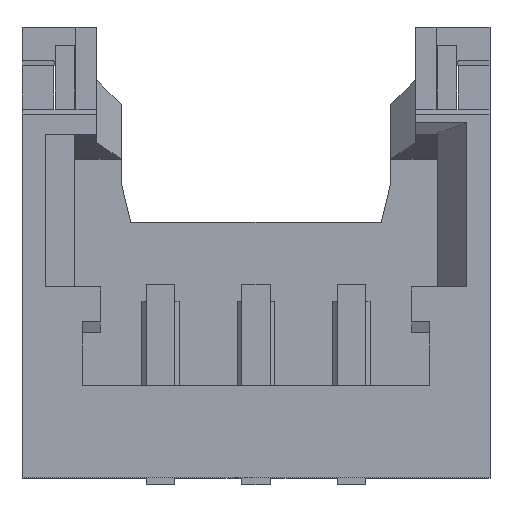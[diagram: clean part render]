
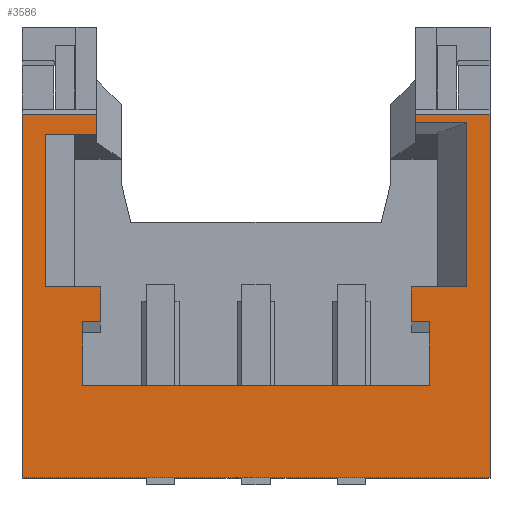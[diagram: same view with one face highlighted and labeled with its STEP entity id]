
A CAD part, top view. The second image highlights one B-rep face of the part: STEP entity #3586.
In plain terms, the highlighted planar face has unit normal (0, 0, 1).
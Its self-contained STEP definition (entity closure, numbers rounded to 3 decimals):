
#185=DIRECTION('',(1.,0.,0.));
#186=VECTOR('',#185,0.19);
#187=CARTESIAN_POINT('',(1.625,-0.69,0.6));
#188=LINE('',#187,#186);
#189=DIRECTION('',(0.,-1.,0.));
#190=VECTOR('',#189,0.365);
#191=CARTESIAN_POINT('',(1.625,-0.325,0.6));
#192=LINE('',#191,#190);
#193=DIRECTION('',(-1.,0.,0.));
#194=VECTOR('',#193,0.58);
#195=CARTESIAN_POINT('',(2.205,-0.325,0.6));
#196=LINE('',#195,#194);
#197=DIRECTION('',(0.,-1.,0.));
#198=VECTOR('',#197,1.72);
#199=CARTESIAN_POINT('',(2.205,1.395,0.6));
#200=LINE('',#199,#198);
#201=DIRECTION('',(0.,-1.,0.));
#202=VECTOR('',#201,0.09);
#203=CARTESIAN_POINT('',(1.67,1.485,0.6));
#204=LINE('',#203,#202);
#205=DIRECTION('',(0.,1.,0.));
#206=VECTOR('',#205,3.81);
#207=CARTESIAN_POINT('',(2.45,-2.325,0.6));
#208=LINE('',#207,#206);
#209=DIRECTION('',(1.,0.,0.));
#210=VECTOR('',#209,4.9);
#211=CARTESIAN_POINT('',(-2.45,-2.325,0.6));
#212=LINE('',#211,#210);
#213=DIRECTION('',(0.,-1.,0.));
#214=VECTOR('',#213,3.81);
#215=CARTESIAN_POINT('',(-2.45,1.485,0.6));
#216=LINE('',#215,#214);
#217=DIRECTION('',(0.,1.,0.));
#218=VECTOR('',#217,0.365);
#219=CARTESIAN_POINT('',(-1.625,-0.69,0.6));
#220=LINE('',#219,#218);
#221=DIRECTION('',(1.,0.,0.));
#222=VECTOR('',#221,0.19);
#223=CARTESIAN_POINT('',(-1.815,-0.69,0.6));
#224=LINE('',#223,#222);
#225=DIRECTION('',(0.,1.,0.));
#226=VECTOR('',#225,0.665);
#227=CARTESIAN_POINT('',(-1.815,-1.355,0.6));
#228=LINE('',#227,#226);
#285=DIRECTION('',(1.,0.,0.));
#286=VECTOR('',#285,3.63);
#287=CARTESIAN_POINT('',(-1.815,-1.355,0.6));
#288=LINE('',#287,#286);
#1055=DIRECTION('',(1.,0.,0.));
#1056=VECTOR('',#1055,0.78);
#1057=CARTESIAN_POINT('',(1.67,1.485,0.6));
#1058=LINE('',#1057,#1056);
#1373=DIRECTION('',(-1.,0.,0.));
#1374=VECTOR('',#1373,0.535);
#1375=CARTESIAN_POINT('',(2.205,1.395,0.6));
#1376=LINE('',#1375,#1374);
#1449=DIRECTION('',(0.,1.,0.));
#1450=VECTOR('',#1449,0.665);
#1451=CARTESIAN_POINT('',(1.815,-1.355,0.6));
#1452=LINE('',#1451,#1450);
#1681=DIRECTION('',(1.,0.,0.));
#1682=VECTOR('',#1681,0.58);
#1683=CARTESIAN_POINT('',(-2.205,-0.325,0.6));
#1684=LINE('',#1683,#1682);
#1701=DIRECTION('',(0.,-1.,0.));
#1702=VECTOR('',#1701,1.6);
#1703=CARTESIAN_POINT('',(-2.205,1.275,0.6));
#1704=LINE('',#1703,#1702);
#1725=DIRECTION('',(-1.,0.,0.));
#1726=VECTOR('',#1725,0.535);
#1727=CARTESIAN_POINT('',(-1.67,1.275,0.6));
#1728=LINE('',#1727,#1726);
#1753=DIRECTION('',(0.,-1.,0.));
#1754=VECTOR('',#1753,0.21);
#1755=CARTESIAN_POINT('',(-1.67,1.485,0.6));
#1756=LINE('',#1755,#1754);
#1781=DIRECTION('',(1.,0.,0.));
#1782=VECTOR('',#1781,0.78);
#1783=CARTESIAN_POINT('',(-2.45,1.485,0.6));
#1784=LINE('',#1783,#1782);
#2790=CARTESIAN_POINT('',(2.205,1.395,0.6));
#2791=CARTESIAN_POINT('',(2.205,-0.325,0.6));
#2792=VERTEX_POINT('',#2790);
#2793=VERTEX_POINT('',#2791);
#2794=CARTESIAN_POINT('',(1.67,1.395,0.6));
#2795=VERTEX_POINT('',#2794);
#2796=CARTESIAN_POINT('',(1.67,1.485,0.6));
#2797=VERTEX_POINT('',#2796);
#2798=CARTESIAN_POINT('',(2.45,1.485,0.6));
#2799=VERTEX_POINT('',#2798);
#2908=CARTESIAN_POINT('',(2.45,-2.325,0.6));
#2909=VERTEX_POINT('',#2908);
#2928=CARTESIAN_POINT('',(1.625,-0.325,0.6));
#2929=VERTEX_POINT('',#2928);
#2932=CARTESIAN_POINT('',(1.625,-0.69,0.6));
#2933=VERTEX_POINT('',#2932);
#2936=CARTESIAN_POINT('',(1.815,-0.69,0.6));
#2937=VERTEX_POINT('',#2936);
#2940=CARTESIAN_POINT('',(1.815,-1.355,0.6));
#2941=VERTEX_POINT('',#2940);
#2996=CARTESIAN_POINT('',(-1.815,-1.355,0.6));
#2997=VERTEX_POINT('',#2996);
#2998=CARTESIAN_POINT('',(-2.45,-2.325,0.6));
#2999=VERTEX_POINT('',#2998);
#3058=CARTESIAN_POINT('',(-1.815,-0.69,0.6));
#3059=VERTEX_POINT('',#3058);
#3060=CARTESIAN_POINT('',(-1.625,-0.69,0.6));
#3061=VERTEX_POINT('',#3060);
#3062=CARTESIAN_POINT('',(-1.625,-0.325,0.6));
#3063=VERTEX_POINT('',#3062);
#3064=CARTESIAN_POINT('',(-2.205,-0.325,0.6));
#3065=VERTEX_POINT('',#3064);
#3066=CARTESIAN_POINT('',(-2.205,1.275,0.6));
#3067=VERTEX_POINT('',#3066);
#3068=CARTESIAN_POINT('',(-1.67,1.275,0.6));
#3069=VERTEX_POINT('',#3068);
#3070=CARTESIAN_POINT('',(-1.67,1.485,0.6));
#3071=VERTEX_POINT('',#3070);
#3072=CARTESIAN_POINT('',(-2.45,1.485,0.6));
#3073=VERTEX_POINT('',#3072);
#3540=CARTESIAN_POINT('',(-0.5,-2.325,0.6));
#3541=DIRECTION('',(0.,0.,-1.));
#3542=DIRECTION('',(-1.,0.,0.));
#3543=AXIS2_PLACEMENT_3D('',#3540,#3541,#3542);
#3544=PLANE('',#3543);
#3546=ORIENTED_EDGE('',*,*,#3545,.T.);
#3548=ORIENTED_EDGE('',*,*,#3547,.T.);
#3550=ORIENTED_EDGE('',*,*,#3549,.F.);
#3552=ORIENTED_EDGE('',*,*,#3551,.F.);
#3554=ORIENTED_EDGE('',*,*,#3553,.F.);
#3556=ORIENTED_EDGE('',*,*,#3555,.F.);
#3558=ORIENTED_EDGE('',*,*,#3557,.T.);
#3560=ORIENTED_EDGE('',*,*,#3559,.F.);
#3562=ORIENTED_EDGE('',*,*,#3561,.T.);
#3564=ORIENTED_EDGE('',*,*,#3563,.F.);
#3565=ORIENTED_EDGE('',*,*,#3506,.F.);
#3567=ORIENTED_EDGE('',*,*,#3566,.F.);
#3569=ORIENTED_EDGE('',*,*,#3568,.T.);
#3571=ORIENTED_EDGE('',*,*,#3570,.T.);
#3573=ORIENTED_EDGE('',*,*,#3572,.T.);
#3575=ORIENTED_EDGE('',*,*,#3574,.T.);
#3577=ORIENTED_EDGE('',*,*,#3576,.T.);
#3579=ORIENTED_EDGE('',*,*,#3578,.F.);
#3581=ORIENTED_EDGE('',*,*,#3580,.F.);
#3583=ORIENTED_EDGE('',*,*,#3582,.F.);
#3584=EDGE_LOOP('',(#3546,#3548,#3550,#3552,#3554,#3556,#3558,#3560,#3562,#3564,
#3565,#3567,#3569,#3571,#3573,#3575,#3577,#3579,#3581,#3583));
#3585=FACE_OUTER_BOUND('',#3584,.F.);
#3586=ADVANCED_FACE('',(#3585),#3544,.F.);
#3506=EDGE_CURVE('',#2999,#2909,#212,.T.);
#3545=EDGE_CURVE('',#2997,#2941,#288,.T.);
#3547=EDGE_CURVE('',#2941,#2937,#1452,.T.);
#3549=EDGE_CURVE('',#2933,#2937,#188,.T.);
#3551=EDGE_CURVE('',#2929,#2933,#192,.T.);
#3553=EDGE_CURVE('',#2793,#2929,#196,.T.);
#3555=EDGE_CURVE('',#2792,#2793,#200,.T.);
#3557=EDGE_CURVE('',#2792,#2795,#1376,.T.);
#3559=EDGE_CURVE('',#2797,#2795,#204,.T.);
#3561=EDGE_CURVE('',#2797,#2799,#1058,.T.);
#3563=EDGE_CURVE('',#2909,#2799,#208,.T.);
#3566=EDGE_CURVE('',#3073,#2999,#216,.T.);
#3568=EDGE_CURVE('',#3073,#3071,#1784,.T.);
#3570=EDGE_CURVE('',#3071,#3069,#1756,.T.);
#3572=EDGE_CURVE('',#3069,#3067,#1728,.T.);
#3574=EDGE_CURVE('',#3067,#3065,#1704,.T.);
#3576=EDGE_CURVE('',#3065,#3063,#1684,.T.);
#3578=EDGE_CURVE('',#3061,#3063,#220,.T.);
#3580=EDGE_CURVE('',#3059,#3061,#224,.T.);
#3582=EDGE_CURVE('',#2997,#3059,#228,.T.);
